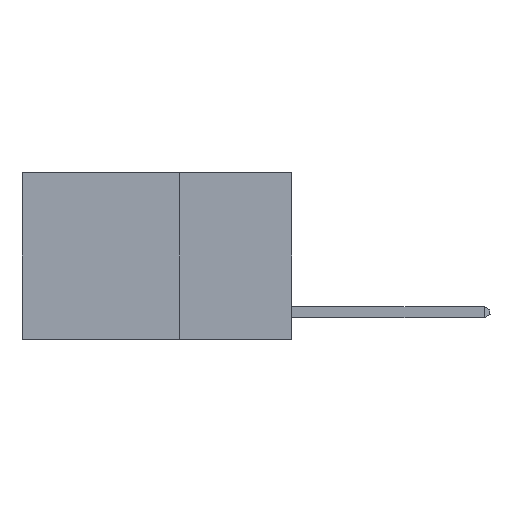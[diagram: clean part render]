
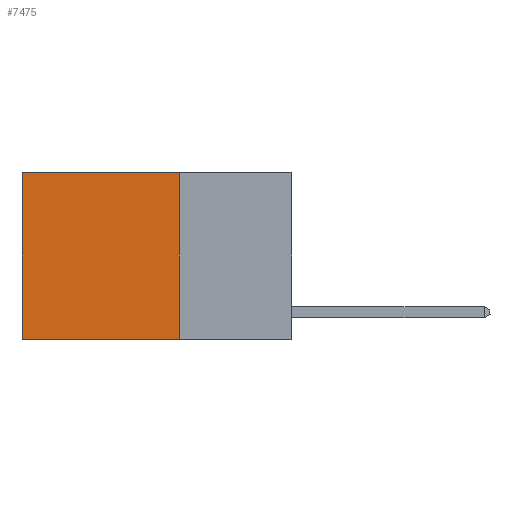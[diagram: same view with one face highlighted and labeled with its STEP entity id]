
A CAD part, left-side view. The second image highlights one B-rep face of the part: STEP entity #7475.
In plain terms, the highlighted planar face has unit normal (-1, 0, 0).
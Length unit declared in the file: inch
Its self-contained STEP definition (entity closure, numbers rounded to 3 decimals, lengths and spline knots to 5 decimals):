
#632 = DIRECTION ( 'NONE',  ( 1., 0., 0. ) ) ;
#1784 = DIRECTION ( 'NONE',  ( 0., 0., -1. ) ) ;
#1877 = CARTESIAN_POINT ( 'NONE',  ( 0.2625, 0.25, -0.37 ) ) ;
#3909 = EDGE_CURVE ( 'NONE', #17573, #16845, #24968, .T. ) ;
#4510 = CARTESIAN_POINT ( 'NONE',  ( 0.2625, 0.25, 0. ) ) ;
#5034 = EDGE_CURVE ( 'NONE', #9896, #14049, #19512, .T. ) ;
#5652 = ORIENTED_EDGE ( 'NONE', *, *, #3909, .F. ) ;
#6573 = CARTESIAN_POINT ( 'NONE',  ( 0.2625, 0.25, 0. ) ) ;
#7043 = ORIENTED_EDGE ( 'NONE', *, *, #14560, .F. ) ;
#7305 = VECTOR ( 'NONE', #9137, 39.37008 ) ;
#7475 = ADVANCED_FACE ( 'NONE', ( #17938 ), #13322, .F. ) ;
#8309 = DIRECTION ( 'NONE',  ( 0., 1., 0. ) ) ;
#8999 = CARTESIAN_POINT ( 'NONE',  ( 0.2625, 0.25, 0. ) ) ;
#9137 = DIRECTION ( 'NONE',  ( 0., 0., -1. ) ) ;
#9896 = VERTEX_POINT ( 'NONE', #17298 ) ;
#10189 = ORIENTED_EDGE ( 'NONE', *, *, #13616, .T. ) ;
#10655 = VECTOR ( 'NONE', #8309, 39.37008 ) ;
#11010 = CARTESIAN_POINT ( 'NONE',  ( 0.2625, 0.6, -0.37 ) ) ;
#11075 = LINE ( 'NONE', #6573, #10655 ) ;
#12479 = CARTESIAN_POINT ( 'NONE',  ( 0.2625, 0.25, -0.37 ) ) ;
#13322 = PLANE ( 'NONE',  #28455 ) ;
#13616 = EDGE_CURVE ( 'NONE', #17573, #9896, #11075, .T. ) ;
#14049 = VERTEX_POINT ( 'NONE', #11010 ) ;
#14560 = EDGE_CURVE ( 'NONE', #16845, #14049, #21121, .T. ) ;
#15305 = VECTOR ( 'NONE', #16144, 39.37008 ) ;
#15499 = CARTESIAN_POINT ( 'NONE',  ( 0.2625, 0.6, 0. ) ) ;
#16144 = DIRECTION ( 'NONE',  ( 0., 1., 0. ) ) ;
#16845 = VERTEX_POINT ( 'NONE', #1877 ) ;
#17298 = CARTESIAN_POINT ( 'NONE',  ( 0.2625, 0.6, 0. ) ) ;
#17573 = VERTEX_POINT ( 'NONE', #4510 ) ;
#17938 = FACE_OUTER_BOUND ( 'NONE', #27420, .T. ) ;
#19512 = LINE ( 'NONE', #15499, #23536 ) ;
#19938 = DIRECTION ( 'NONE',  ( 0., 0., -1. ) ) ;
#21121 = LINE ( 'NONE', #12479, #15305 ) ;
#22546 = ORIENTED_EDGE ( 'NONE', *, *, #5034, .T. ) ;
#23536 = VECTOR ( 'NONE', #1784, 39.37008 ) ;
#24968 = LINE ( 'NONE', #26849, #7305 ) ;
#26849 = CARTESIAN_POINT ( 'NONE',  ( 0.2625, 0.25, 0. ) ) ;
#27420 = EDGE_LOOP ( 'NONE', ( #22546, #7043, #5652, #10189 ) ) ;
#28455 = AXIS2_PLACEMENT_3D ( 'NONE', #8999, #632, #19938 ) ;
